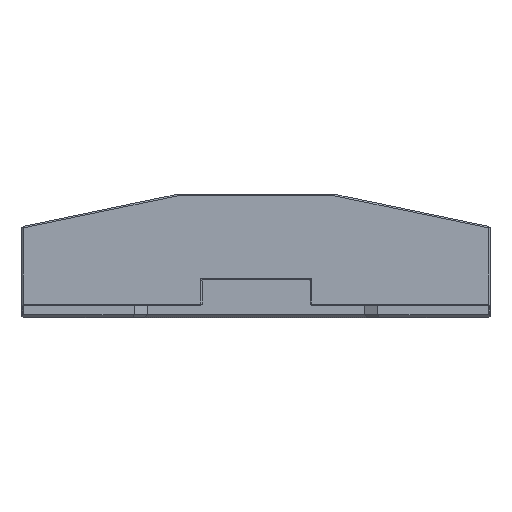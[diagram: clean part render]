
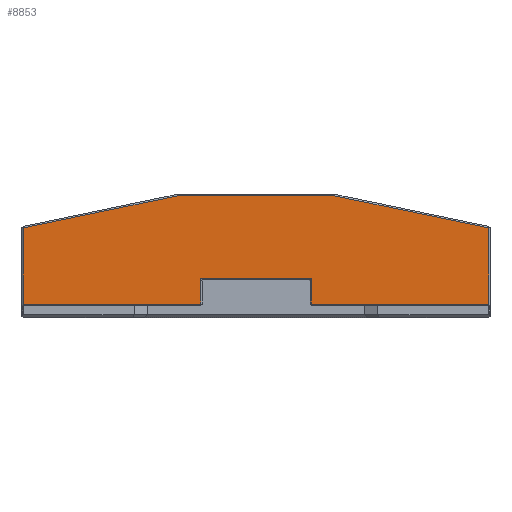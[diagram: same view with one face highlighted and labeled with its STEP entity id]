
A CAD part, front view. The second image highlights one B-rep face of the part: STEP entity #8853.
In plain terms, the highlighted planar face has unit normal (0, -1, 0).
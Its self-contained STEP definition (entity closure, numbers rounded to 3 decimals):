
#1536=DIRECTION('',(-0.979,0.,0.204));
#1537=VECTOR('',#1536,26.166);
#1538=CARTESIAN_POINT('',(38.75,-105.2,8.659));
#1539=LINE('',#1538,#1537);
#1540=DIRECTION('',(0.,0.,1.));
#1541=VECTOR('',#1540,12.699);
#1542=CARTESIAN_POINT('',(38.75,-105.2,-4.039));
#1543=LINE('',#1542,#1541);
#1544=DIRECTION('',(1.,0.,0.));
#1545=VECTOR('',#1544,29.5);
#1546=CARTESIAN_POINT('',(9.25,-105.2,-4.039));
#1547=LINE('',#1546,#1545);
#1548=DIRECTION('',(0.,0.,-1.));
#1549=VECTOR('',#1548,4.289);
#1550=CARTESIAN_POINT('',(9.25,-105.2,0.25));
#1551=LINE('',#1550,#1549);
#1552=DIRECTION('',(0.,0.,-1.));
#1553=VECTOR('',#1552,4.289);
#1554=CARTESIAN_POINT('',(-9.25,-105.2,0.25));
#1555=LINE('',#1554,#1553);
#1556=DIRECTION('',(-1.,0.,0.));
#1557=VECTOR('',#1556,29.5);
#1558=CARTESIAN_POINT('',(-9.25,-105.2,-4.039));
#1559=LINE('',#1558,#1557);
#1560=DIRECTION('',(0.,0.,1.));
#1561=VECTOR('',#1560,12.699);
#1562=CARTESIAN_POINT('',(-38.75,-105.2,-4.039));
#1563=LINE('',#1562,#1561);
#1564=DIRECTION('',(0.979,0.,0.204));
#1565=VECTOR('',#1564,26.166);
#1566=CARTESIAN_POINT('',(-38.75,-105.2,8.659));
#1567=LINE('',#1566,#1565);
#1572=DIRECTION('',(1.,0.,0.));
#1573=VECTOR('',#1572,26.269);
#1574=CARTESIAN_POINT('',(-13.134,-105.2,13.996));
#1575=LINE('',#1574,#1573);
#1696=DIRECTION('',(-1.,0.,0.));
#1697=VECTOR('',#1696,18.5);
#1698=CARTESIAN_POINT('',(9.25,-105.2,0.25));
#1699=LINE('',#1698,#1697);
#6411=CARTESIAN_POINT('',(-9.25,-105.2,0.25));
#6412=CARTESIAN_POINT('',(-9.25,-105.2,-4.039));
#6413=VERTEX_POINT('',#6411);
#6414=VERTEX_POINT('',#6412);
#6455=CARTESIAN_POINT('',(-38.75,-105.2,-4.039));
#6456=VERTEX_POINT('',#6455);
#6461=CARTESIAN_POINT('',(-38.75,-105.2,8.659));
#6462=VERTEX_POINT('',#6461);
#6467=CARTESIAN_POINT('',(-13.134,-105.2,13.996));
#6468=VERTEX_POINT('',#6467);
#6522=CARTESIAN_POINT('',(9.25,-105.2,0.25));
#6523=CARTESIAN_POINT('',(9.25,-105.2,-4.039));
#6524=VERTEX_POINT('',#6522);
#6525=VERTEX_POINT('',#6523);
#6566=CARTESIAN_POINT('',(38.75,-105.2,-4.039));
#6567=VERTEX_POINT('',#6566);
#6572=CARTESIAN_POINT('',(38.75,-105.2,8.659));
#6573=VERTEX_POINT('',#6572);
#6578=CARTESIAN_POINT('',(13.134,-105.2,13.996));
#6579=VERTEX_POINT('',#6578);
#8827=CARTESIAN_POINT('',(0.,-105.2,0.));
#8828=DIRECTION('',(0.,-1.,0.));
#8829=DIRECTION('',(0.,0.,1.));
#8830=AXIS2_PLACEMENT_3D('',#8827,#8828,#8829);
#8831=PLANE('',#8830);
#8833=ORIENTED_EDGE('',*,*,#8832,.T.);
#8835=ORIENTED_EDGE('',*,*,#8834,.F.);
#8837=ORIENTED_EDGE('',*,*,#8836,.F.);
#8839=ORIENTED_EDGE('',*,*,#8838,.F.);
#8841=ORIENTED_EDGE('',*,*,#8840,.F.);
#8843=ORIENTED_EDGE('',*,*,#8842,.T.);
#8845=ORIENTED_EDGE('',*,*,#8844,.T.);
#8846=ORIENTED_EDGE('',*,*,#8815,.T.);
#8848=ORIENTED_EDGE('',*,*,#8847,.T.);
#8850=ORIENTED_EDGE('',*,*,#8849,.T.);
#8851=EDGE_LOOP('',(#8833,#8835,#8837,#8839,#8841,#8843,#8845,#8846,#8848,
#8850));
#8852=FACE_OUTER_BOUND('',#8851,.F.);
#8853=ADVANCED_FACE('',(#8852),#8831,.T.);
#8815=EDGE_CURVE('',#6414,#6456,#1559,.T.);
#8832=EDGE_CURVE('',#6468,#6579,#1575,.T.);
#8834=EDGE_CURVE('',#6573,#6579,#1539,.T.);
#8836=EDGE_CURVE('',#6567,#6573,#1543,.T.);
#8838=EDGE_CURVE('',#6525,#6567,#1547,.T.);
#8840=EDGE_CURVE('',#6524,#6525,#1551,.T.);
#8842=EDGE_CURVE('',#6524,#6413,#1699,.T.);
#8844=EDGE_CURVE('',#6413,#6414,#1555,.T.);
#8847=EDGE_CURVE('',#6456,#6462,#1563,.T.);
#8849=EDGE_CURVE('',#6462,#6468,#1567,.T.);
